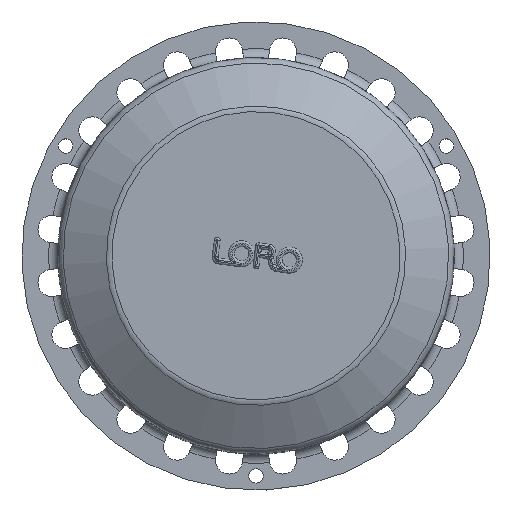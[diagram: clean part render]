
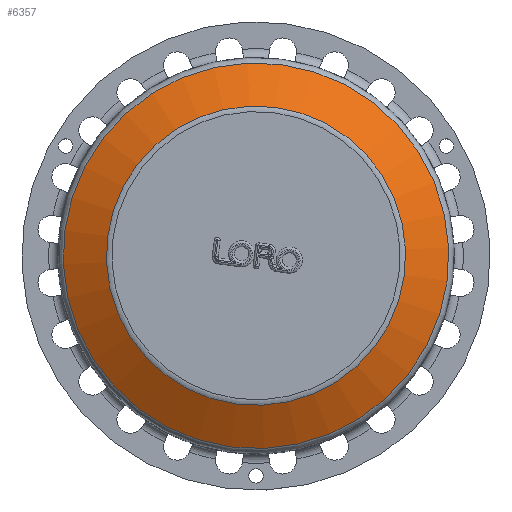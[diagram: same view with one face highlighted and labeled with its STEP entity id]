
A CAD part, top view. The second image highlights one B-rep face of the part: STEP entity #6357.
In plain terms, the highlighted conical face has half-angle 59.744 degrees and reference radius 950.348 mm.
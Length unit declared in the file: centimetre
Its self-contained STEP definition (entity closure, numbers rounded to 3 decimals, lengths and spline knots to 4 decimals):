
#761=LINE('',#14813,#1124);
#1124=VECTOR('',#8391,95.0348);
#1276=CONICAL_SURFACE('',#6939,95.0348,1.043);
#1505=FACE_OUTER_BOUND('',#1859,.T.);
#1859=EDGE_LOOP('',(#5410,#5411,#5412,#5413,#5414,#5415));
#2208=CIRCLE('',#6935,83.0464);
#2211=CIRCLE('',#6938,83.0464);
#2212=CIRCLE('',#6940,107.0232);
#2213=CIRCLE('',#6941,107.0232);
#2844=VERTEX_POINT('',#14801);
#2845=VERTEX_POINT('',#14802);
#2847=VERTEX_POINT('',#14809);
#2848=VERTEX_POINT('',#14810);
#3752=EDGE_CURVE('',#2844,#2845,#2208,.T.);
#3755=EDGE_CURVE('',#2845,#2844,#2211,.T.);
#3756=EDGE_CURVE('',#2847,#2848,#2212,.T.);
#3757=EDGE_CURVE('',#2848,#2847,#2213,.T.);
#3758=EDGE_CURVE('',#2848,#2845,#761,.T.);
#5410=ORIENTED_EDGE('',*,*,#3756,.F.);
#5411=ORIENTED_EDGE('',*,*,#3757,.F.);
#5412=ORIENTED_EDGE('',*,*,#3758,.T.);
#5413=ORIENTED_EDGE('',*,*,#3755,.T.);
#5414=ORIENTED_EDGE('',*,*,#3752,.T.);
#5415=ORIENTED_EDGE('',*,*,#3758,.F.);
#6357=ADVANCED_FACE('',(#1505),#1276,.T.);
#6935=AXIS2_PLACEMENT_3D('',#14803,#8377,#8378);
#6938=AXIS2_PLACEMENT_3D('',#14807,#8383,#8384);
#6939=AXIS2_PLACEMENT_3D('',#14808,#8385,#8386);
#6940=AXIS2_PLACEMENT_3D('',#14811,#8387,#8388);
#6941=AXIS2_PLACEMENT_3D('',#14812,#8389,#8390);
#8377=DIRECTION('center_axis',(0.,0.,
-1.));
#8378=DIRECTION('ref_axis',(0.991,-0.131,0.));
#8383=DIRECTION('center_axis',(0.,0.,
-1.));
#8384=DIRECTION('ref_axis',(0.991,-0.131,0.));
#8385=DIRECTION('center_axis',(0.,0.,
-1.));
#8386=DIRECTION('ref_axis',(-0.991,0.131,0.));
#8387=DIRECTION('center_axis',(0.,0.,
-1.));
#8388=DIRECTION('ref_axis',(0.991,-0.131,0.));
#8389=DIRECTION('center_axis',(0.,0.,
-1.));
#8390=DIRECTION('ref_axis',(0.991,-0.131,0.));
#8391=DIRECTION('',(-0.856,0.113,0.504));
#14801=CARTESIAN_POINT('',(876.7696,364.2826,33.0657));
#14802=CARTESIAN_POINT('',(969.9452,435.7788,33.0657));
#14803=CARTESIAN_POINT('Origin',(887.6093,446.6185,33.0657));
#14807=CARTESIAN_POINT('Origin',(887.6093,446.6185,33.0657));
#14808=CARTESIAN_POINT('Origin',(887.6093,446.6185,26.0725));
#14809=CARTESIAN_POINT('',(873.64,340.5109,19.0793));
#14810=CARTESIAN_POINT('',(993.7169,432.6492,19.0793));
#14811=CARTESIAN_POINT('Origin',(887.6093,446.6185,19.0793));
#14812=CARTESIAN_POINT('Origin',(887.6093,446.6185,19.0793));
#14813=CARTESIAN_POINT('',(981.8311,434.214,26.0725));
